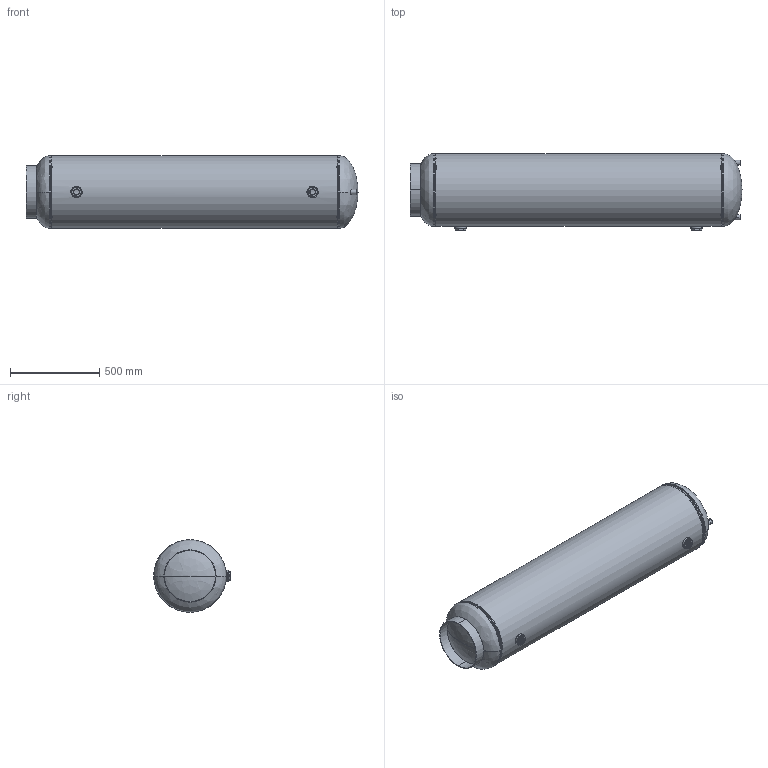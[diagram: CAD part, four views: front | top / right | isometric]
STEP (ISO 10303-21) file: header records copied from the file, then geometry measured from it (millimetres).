
FILE_DESCRIPTION (( 'STEP AP203' ), '1' );
FILE_NAME ('16NA72.STEP', '2021-03-11T13:50:11', ( '' ), ( '' ), 'SwSTEP 2.0', 'SolidWorks 2021', '' );
FILE_SCHEMA (( 'CONFIG_CONTROL_DESIGN' ));
Length unit declared in the file: inch
Products named in the file (8): 9200082; Couplings_9500557; 23Q0455; 99B0454; 9500070; 9200080; 8500008_44605K286; 16NA72
Assembly tree (10 placements, depth 2):
  16NA72
    99B0454
    9200080
    9200082
    Couplings_9500557  x2
    9500070  x2
    8500008_44605K286  x2
    23Q0455
Bounding box: 1857.38 x 429.07 x 406.4 mm (x, y, z)
Volume: 6229667.3 mm3; surface area: 5036807.6 mm2
Topology: 10 solids, 10 shells, 272 faces, 1056 edges, 804 vertices
Faces by surface type: cone 132, cylinder 46, plane 44, bspline 26, torus 24
Full cylindrical faces by diameter (mm): 400.05 x1, 404.927 x1
Entity records: 18951 total; most frequent: CARTESIAN_POINT 13028, ORIENTED_EDGE 1262, DIRECTION 794, EDGE_CURVE 631, VERTEX_POINT 466, B_SPLINE_CURVE_WITH_KNOTS 345, AXIS2_PLACEMENT_3D 339, EDGE_LOOP 197
